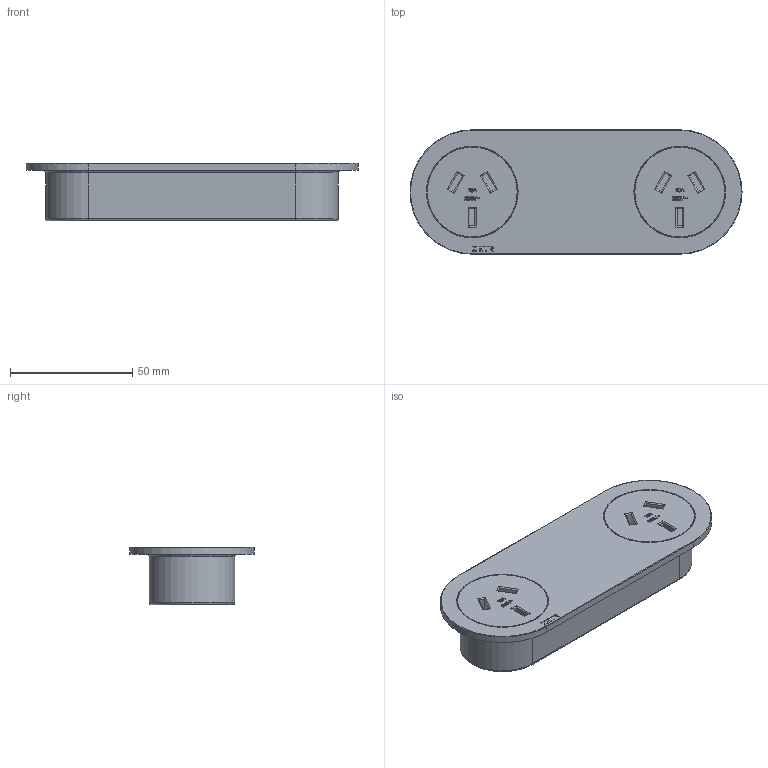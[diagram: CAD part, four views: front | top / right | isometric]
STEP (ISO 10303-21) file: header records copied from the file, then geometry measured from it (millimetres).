
FILE_DESCRIPTION (( 'STEP AP214' ), '1' );
FILE_NAME ('BIM 12-O.STEP', '2025-09-05T03:52:42', ( '' ), ( '' ), 'SwSTEP 2.0', 'SolidWorks 2025', '' );
FILE_SCHEMA (( 'AUTOMOTIVE_DESIGN' ));
Length unit declared in the file: millimetre
Products named in the file (1): BIM 12-O
Bounding box: 136 x 51 x 23.7 mm (x, y, z)
Volume: 99946.3 mm3; surface area: 20870.8 mm2
Topology: 1 solids, 1 shells, 374 faces, 946 edges, 615 vertices
Faces by surface type: plane 211, bspline 102, cylinder 44, torus 17
Entity records: 16333 total; most frequent: CARTESIAN_POINT 8030, ORIENTED_EDGE 1892, DIRECTION 1332, EDGE_CURVE 946, VECTOR 650, LINE 650, VERTEX_POINT 615, EDGE_LOOP 415
